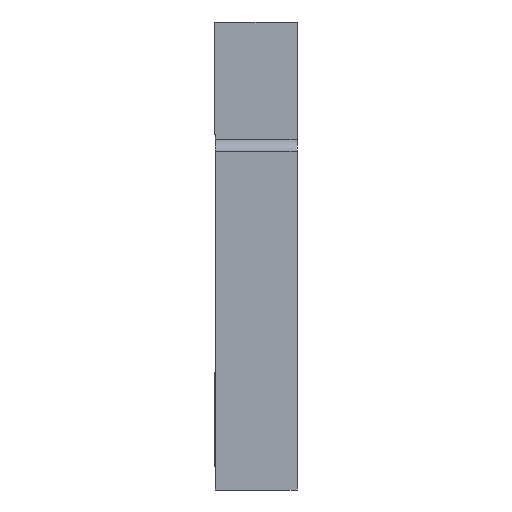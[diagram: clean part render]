
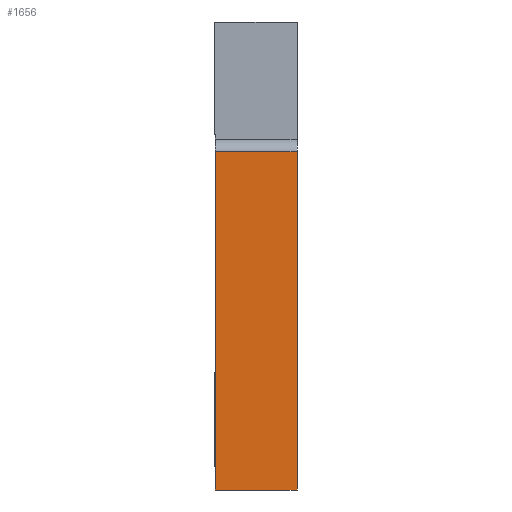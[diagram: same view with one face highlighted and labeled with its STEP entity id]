
A CAD part, left-side view. The second image highlights one B-rep face of the part: STEP entity #1656.
In plain terms, the highlighted planar face has unit normal (-1, 0, 0).
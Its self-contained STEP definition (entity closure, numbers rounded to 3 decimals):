
#91=PLANE('',#1812);
#175=FACE_OUTER_BOUND('',#269,.T.);
#269=EDGE_LOOP('',(#1498,#1499,#1500,#1501));
#296=LINE('',#2341,#472);
#442=LINE('',#2726,#618);
#450=LINE('',#2743,#626);
#451=LINE('',#2744,#627);
#472=VECTOR('',#1879,10.);
#618=VECTOR('',#2243,10.);
#626=VECTOR('',#2265,10.);
#627=VECTOR('',#2266,10.);
#711=VERTEX_POINT('',#2338);
#712=VERTEX_POINT('',#2340);
#842=VERTEX_POINT('',#2723);
#844=VERTEX_POINT('',#2742);
#875=EDGE_CURVE('',#711,#712,#296,.T.);
#1066=EDGE_CURVE('',#842,#712,#442,.T.);
#1074=EDGE_CURVE('',#844,#711,#450,.T.);
#1075=EDGE_CURVE('',#842,#844,#451,.T.);
#1498=ORIENTED_EDGE('',*,*,#1066,.T.);
#1499=ORIENTED_EDGE('',*,*,#875,.F.);
#1500=ORIENTED_EDGE('',*,*,#1074,.F.);
#1501=ORIENTED_EDGE('',*,*,#1075,.F.);
#1656=ADVANCED_FACE('',(#175),#91,.T.);
#1812=AXIS2_PLACEMENT_3D('',#2741,#2263,#2264);
#1879=DIRECTION('',(0.,0.,1.));
#2243=DIRECTION('',(0.,1.,0.));
#2263=DIRECTION('center_axis',(-1.,0.,0.));
#2264=DIRECTION('ref_axis',(0.,0.,1.));
#2265=DIRECTION('',(0.,1.,0.));
#2266=DIRECTION('',(0.,0.,-1.));
#2338=CARTESIAN_POINT('',(-15.,3.5,-10.));
#2340=CARTESIAN_POINT('',(-15.,3.5,4.45));
#2341=CARTESIAN_POINT('',(-15.,3.5,10.));
#2723=CARTESIAN_POINT('',(-15.,0.,4.45));
#2726=CARTESIAN_POINT('',(-15.,3.5,4.45));
#2741=CARTESIAN_POINT('Origin',(-15.,0.,-10.));
#2742=CARTESIAN_POINT('',(-15.,0.,-10.));
#2743=CARTESIAN_POINT('',(-15.,0.,-10.));
#2744=CARTESIAN_POINT('',(-15.,0.,10.));
